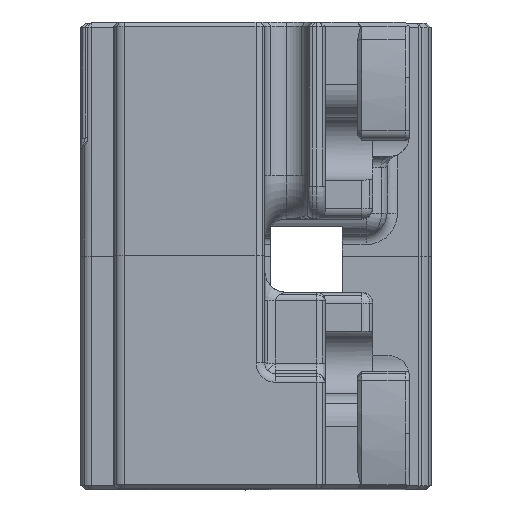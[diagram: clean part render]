
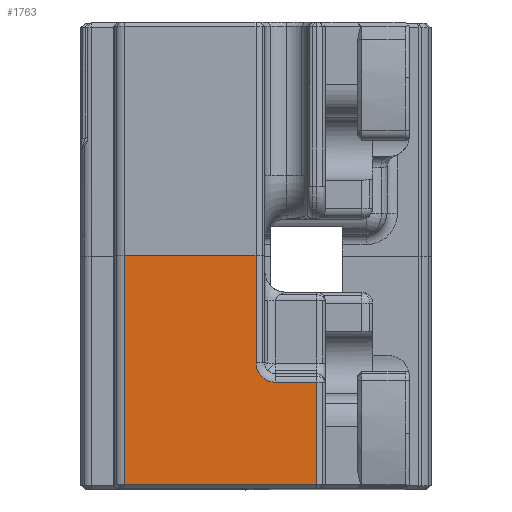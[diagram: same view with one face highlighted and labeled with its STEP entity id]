
A CAD part, top view. The second image highlights one B-rep face of the part: STEP entity #1763.
In plain terms, the highlighted planar face has unit normal (0, 0, 1).
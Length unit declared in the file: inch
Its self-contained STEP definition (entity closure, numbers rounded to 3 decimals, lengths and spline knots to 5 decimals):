
#1763=ADVANCED_FACE('',(#3909),#3910,.F.);
#3909=FACE_OUTER_BOUND('',#6697,.T.);
#3910=PLANE('',#6698);
#6697=EDGE_LOOP('',(#12428,#12429,#12430,#12431,#12432,#12433,#12434));
#6698=AXIS2_PLACEMENT_3D('',#12435,#12436,#12437);
#12428=ORIENTED_EDGE('',*,*,#18209,.T.);
#12429=ORIENTED_EDGE('',*,*,#17157,.F.);
#12430=ORIENTED_EDGE('',*,*,#17302,.F.);
#12431=ORIENTED_EDGE('',*,*,#17003,.F.);
#12432=ORIENTED_EDGE('',*,*,#18210,.F.);
#12433=ORIENTED_EDGE('',*,*,#16462,.F.);
#12434=ORIENTED_EDGE('',*,*,#18211,.F.);
#12435=CARTESIAN_POINT('',(0.04923,-0.73032,2.89477));
#12436=DIRECTION('',(0.,0.,-1.0));
#12437=DIRECTION('',(-1.0,0.,0.));
#16462=EDGE_CURVE('',#19850,#19851,#19852,.T.);
#17003=EDGE_CURVE('',#20785,#20787,#20788,.T.);
#17157=EDGE_CURVE('',#21024,#21026,#21027,.T.);
#17302=EDGE_CURVE('',#20787,#21024,#21251,.T.);
#18209=EDGE_CURVE('',#22520,#21026,#22521,.T.);
#18210=EDGE_CURVE('',#19851,#20785,#22522,.T.);
#18211=EDGE_CURVE('',#22520,#19850,#22523,.T.);
#19850=VERTEX_POINT('',#24838);
#19851=VERTEX_POINT('',#24839);
#19852=CIRCLE('',#24840,0.07087);
#20785=VERTEX_POINT('',#26509);
#20787=VERTEX_POINT('',#26511);
#20788=LINE('',#26512,#26513);
#21024=VERTEX_POINT('',#26858);
#21026=VERTEX_POINT('',#26860);
#21027=LINE('',#26861,#26862);
#21251=LINE('',#27397,#27398);
#22520=VERTEX_POINT('',#29805);
#22521=LINE('',#29806,#29807);
#22522=LINE('',#29808,#29809);
#22523=LINE('',#29810,#29811);
#24838=CARTESIAN_POINT('',(-0.18305,-0.33465,2.89477));
#24839=CARTESIAN_POINT('',(-0.11218,-0.40551,2.89477));
#24840=AXIS2_PLACEMENT_3D('',#32167,#32168,#32169);
#26509=CARTESIAN_POINT('',(0.03741,-0.40551,2.89477));
#26511=CARTESIAN_POINT('',(0.03741,-0.77756,2.89477));
#26512=CARTESIAN_POINT('',(0.03741,-0.1437,2.89477));
#26513=VECTOR('',#32905,10.0);
#26858=CARTESIAN_POINT('',(-0.66336,-0.77756,2.89477));
#26860=CARTESIAN_POINT('',(-0.66336,0.05709,2.89477));
#26861=CARTESIAN_POINT('',(-0.66336,-0.33661,2.89477));
#26862=VECTOR('',#33109,10.0);
#27397=CARTESIAN_POINT('',(0.15553,-0.77756,2.89477));
#27398=VECTOR('',#33281,10.0);
#29805=CARTESIAN_POINT('',(-0.18305,0.05709,2.89477));
#29806=CARTESIAN_POINT('',(-0.06691,0.05709,2.89477));
#29807=VECTOR('',#34397,10.0);
#29808=CARTESIAN_POINT('',(-0.04723,-0.40551,2.89477));
#29809=VECTOR('',#34398,10.0);
#29810=CARTESIAN_POINT('',(-0.18305,0.10827,2.89477));
#29811=VECTOR('',#34399,10.0);
#32167=CARTESIAN_POINT('',(-0.11218,-0.33465,2.89477));
#32168=DIRECTION('',(0.,0.,1.0));
#32169=DIRECTION('',(-0.707,-0.707,0.));
#32905=DIRECTION('',(0.,-1.0,0.0));
#33109=DIRECTION('',(0.,1.0,0.0));
#33281=DIRECTION('',(-1.0,0.,0.));
#34397=DIRECTION('',(-1.0,0.,0.));
#34398=DIRECTION('',(1.0,0.,0.));
#34399=DIRECTION('',(0.,-1.0,0.0));
